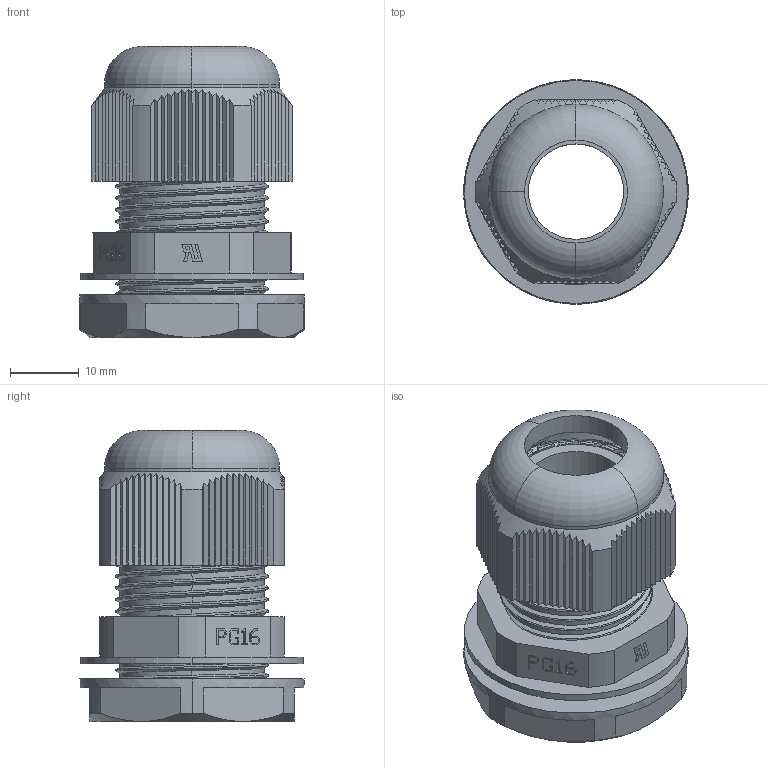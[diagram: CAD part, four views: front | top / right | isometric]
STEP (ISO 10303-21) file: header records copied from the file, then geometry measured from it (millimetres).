
FILE_DESCRIPTION (( 'STEP AP214' ), '1' );
FILE_NAME ('ASR-PG16_3D.step', '2025-03-11T02:57:36', ( '' ), ( '' ), 'SwSTEP 2.0', 'SolidWorks 2022', '' );
FILE_SCHEMA (( 'AUTOMOTIVE_DESIGN' ));
Length unit declared in the file: millimetre
Products named in the file (1): ASR-PG16_3D
Bounding box: 32.7 x 32.7 x 42.4 mm (x, y, z)
Volume: 13133.5 mm3; surface area: 15099 mm2
Topology: 5 solids, 5 shells, 553 faces, 1587 edges, 1052 vertices
Faces by surface type: plane 319, cylinder 176, torus 26, bspline 19, cone 13
Entity records: 53543 total; most frequent: CARTESIAN_POINT 39442, ORIENTED_EDGE 3174, DIRECTION 2626, EDGE_CURVE 1587, VERTEX_POINT 1052, AXIS2_PLACEMENT_3D 885, VECTOR 856, LINE 856
